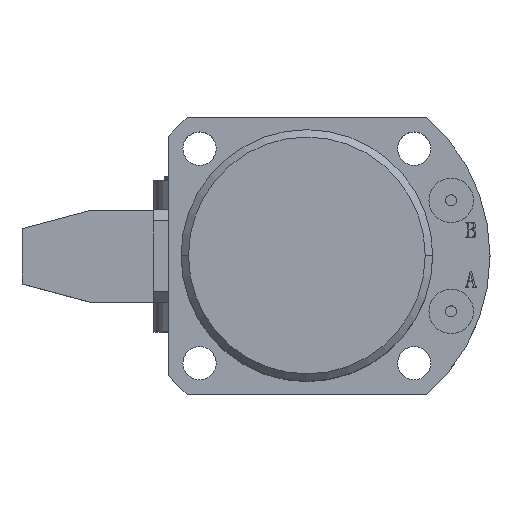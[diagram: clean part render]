
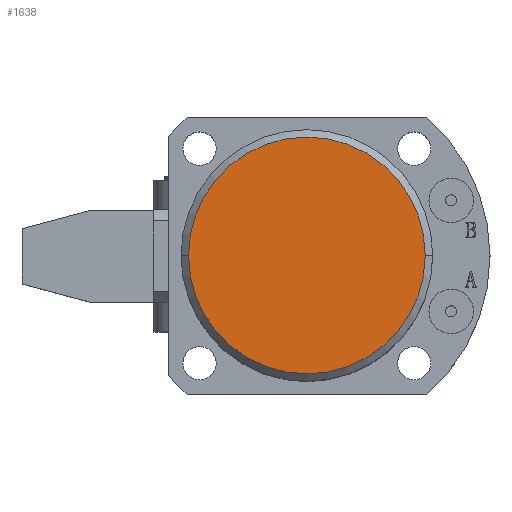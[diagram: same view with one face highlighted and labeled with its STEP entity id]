
A CAD part, top view. The second image highlights one B-rep face of the part: STEP entity #1638.
In plain terms, the highlighted planar face has unit normal (0, 0, 1).
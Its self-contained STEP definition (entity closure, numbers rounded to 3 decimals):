
#85 = EDGE_LOOP ( 'NONE', ( #4711, #4802 ) ) ;
#303 = CIRCLE ( 'NONE', #2867, 32. ) ;
#1288 = DIRECTION ( 'NONE',  ( 1., 0., 0. ) ) ;
#1289 = DIRECTION ( 'NONE',  ( 0., 0., 1. ) ) ;
#1290 = CARTESIAN_POINT ( 'NONE',  ( 0., 0., 100. ) ) ;
#1638 = ADVANCED_FACE ( 'NONE', ( #6745 ), #8229, .T. ) ;
#2224 = CIRCLE ( 'NONE', #2751, 32. ) ;
#2460 = AXIS2_PLACEMENT_3D ( 'NONE', #8370, #8474, #8102 ) ;
#2751 = AXIS2_PLACEMENT_3D ( 'NONE', #1290, #1289, #1288 ) ;
#2867 = AXIS2_PLACEMENT_3D ( 'NONE', #8953, #8954, #8955 ) ;
#3473 = EDGE_CURVE ( 'NONE', #6049, #5963, #2224, .T. ) ;
#4711 = ORIENTED_EDGE ( 'NONE', *, *, #5425, .T. ) ;
#4802 = ORIENTED_EDGE ( 'NONE', *, *, #3473, .T. ) ;
#5425 = EDGE_CURVE ( 'NONE', #5963, #6049, #303, .T. ) ;
#5963 = VERTEX_POINT ( 'NONE', #9416 ) ;
#6049 = VERTEX_POINT ( 'NONE', #9502 ) ;
#6745 = FACE_OUTER_BOUND ( 'NONE', #85, .T. ) ;
#8102 = DIRECTION ( 'NONE',  ( 1., 0., 0. ) ) ;
#8229 = PLANE ( 'NONE',  #2460 ) ;
#8370 = CARTESIAN_POINT ( 'NONE',  ( 0., 0., 100. ) ) ;
#8474 = DIRECTION ( 'NONE',  ( 0., 0., 1. ) ) ;
#8953 = CARTESIAN_POINT ( 'NONE',  ( 0., 0., 100. ) ) ;
#8954 = DIRECTION ( 'NONE',  ( 0., 0., 1. ) ) ;
#8955 = DIRECTION ( 'NONE',  ( 1., 0., 0. ) ) ;
#9416 = CARTESIAN_POINT ( 'NONE',  ( -32., 0., 100. ) ) ;
#9502 = CARTESIAN_POINT ( 'NONE',  ( 32., 0., 100. ) ) ;
